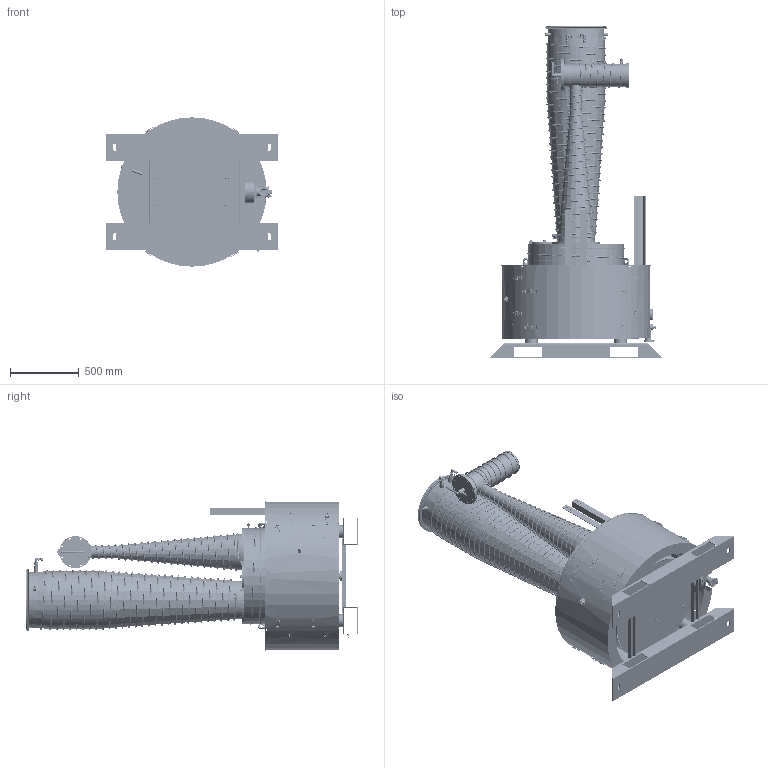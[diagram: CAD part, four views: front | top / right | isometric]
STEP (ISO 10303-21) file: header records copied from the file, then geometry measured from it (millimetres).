
FILE_DESCRIPTION(('STEP AP242'), '1');
FILE_NAME('2苂賻-400-6000', '2023-09-22T11:11:38', (''), (''), 'C3D Converter', 'C3D Toolkit', '');
FILE_SCHEMA(('AP242_MANAGED_MODEL_BASED_3D_ENGINEERING_MIM_LF { 1 0 10303 442 1 1 4 }'));
Length unit declared in the file: millimetre
Bounding box: 1250 x 2422.81 x 1089.99 mm (x, y, z)
Surface area: 15786970.1 mm2 (no closed solid volume)
Topology: 0 solids, 494 shells, 1837 faces, 6597 edges, 5132 vertices
Faces by surface type: plane 928, cylinder 547, cone 174, torus 115, bspline 69, sphere 4
Full cylindrical faces by diameter (mm): 3.1 x1, 3.35 x4, 4.1 x3, 4.65 x1, 5 x3, 5.2 x1, 5.9 x1, 6 x32, 6.5 x4, 9 x4, 10 x9, 10.106 x2, 10.2 x2, 12 x32, 13.2 x6, 14 x23, 15 x4, 16 x3, 17 x12, 19.05 x4, 19.8 x2, 20 x1, 22 x5, 24 x2, 25 x2, 28 x2, 28.2 x2, 30 x7, 34 x2, 44 x1
Entity records: 132239 total; most frequent: CARTESIAN_POINT 78539, DIRECTION 11423, ORIENTED_EDGE 8294, EDGE_CURVE 6084, VERTEX_POINT 5070, AXIS2_PLACEMENT_3D 4097, LINE 3229, VECTOR 3229
